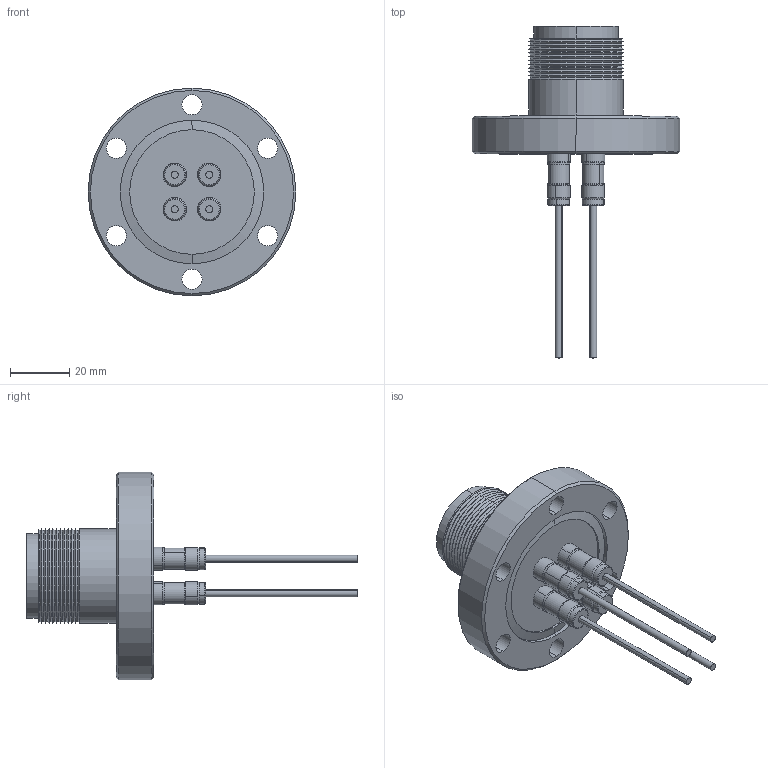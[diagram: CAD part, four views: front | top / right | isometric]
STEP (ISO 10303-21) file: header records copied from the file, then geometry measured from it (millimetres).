
FILE_DESCRIPTION (( 'STEP AP203' ), '1' );
FILE_NAME ('A0756-1-CF.STEP', '2013-03-20T18:05:17', ( '' ), ( '' ), 'SwSTEP 2.0', 'SolidWorks 2012', '' );
FILE_SCHEMA (( 'CONFIG_CONTROL_DESIGN' ));
Length unit declared in the file: inch
Products named in the file (1): A0756-1-CF
Bounding box: 69.85 x 111.68 x 69.85 mm (x, y, z)
Volume: 50022 mm3; surface area: 23732.6 mm2
Topology: 1 solids, 1 shells, 317 faces, 684 edges, 404 vertices
Faces by surface type: cylinder 145, cone 92, plane 48, torus 32
Entity records: 8702 total; most frequent: DIRECTION 1676, CARTESIAN_POINT 1505, ORIENTED_EDGE 1368, AXIS2_PLACEMENT_3D 707, EDGE_CURVE 684, VERTEX_POINT 404, CIRCLE 389, EDGE_LOOP 364
